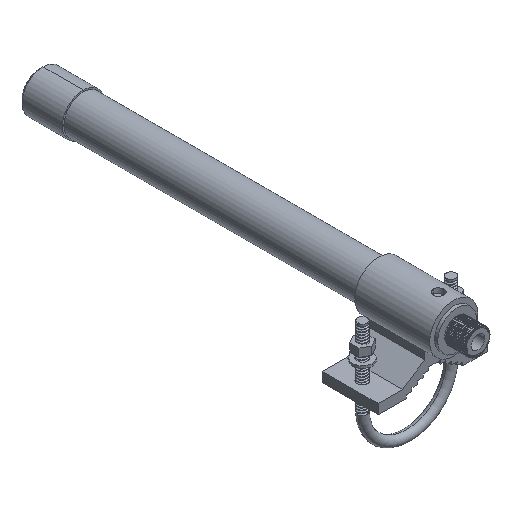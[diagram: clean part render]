
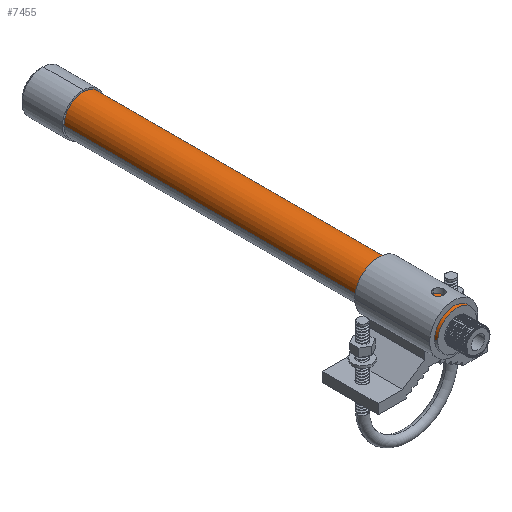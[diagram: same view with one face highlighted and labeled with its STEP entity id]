
A CAD part, isometric view. The second image highlights one B-rep face of the part: STEP entity #7455.
In plain terms, the highlighted cylindrical face has radius 12 mm (diameter 24 mm), a partial arc.
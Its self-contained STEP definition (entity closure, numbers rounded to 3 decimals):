
#355 = CARTESIAN_POINT ( 'NONE',  ( 0., 0., 0. ) ) ;
#455 = CARTESIAN_POINT ( 'NONE',  ( -12., 0., 257. ) ) ;
#578 = DIRECTION ( 'NONE',  ( 1., 0., 0. ) ) ;
#945 = CARTESIAN_POINT ( 'NONE',  ( -12., 0., 0. ) ) ;
#1924 = CARTESIAN_POINT ( 'NONE',  ( 12., 0., 257. ) ) ;
#2007 = ORIENTED_EDGE ( 'NONE', *, *, #7289, .F. ) ;
#2875 = DIRECTION ( 'NONE',  ( -1., 0., 0. ) ) ;
#2941 = EDGE_CURVE ( 'NONE', #21043, #14914, #14744, .T. ) ;
#3709 = FACE_OUTER_BOUND ( 'NONE', #4628, .T. ) ;
#4628 = EDGE_LOOP ( 'NONE', ( #2007, #18665, #19216, #10717 ) ) ;
#4790 = CARTESIAN_POINT ( 'NONE',  ( 12., 0., 257. ) ) ;
#5288 = EDGE_CURVE ( 'NONE', #18721, #21043, #10063, .T. ) ;
#5867 = VECTOR ( 'NONE', #19136, 1000. ) ;
#6128 = CARTESIAN_POINT ( 'NONE',  ( 0., 0., 257. ) ) ;
#7289 = EDGE_CURVE ( 'NONE', #18721, #8770, #12161, .T. ) ;
#7383 = LINE ( 'NONE', #10164, #21116 ) ;
#7455 = ADVANCED_FACE ( 'NONE', ( #3709 ), #19800, .T. ) ;
#7663 = CARTESIAN_POINT ( 'NONE',  ( 0., 0., 257. ) ) ;
#7703 = EDGE_CURVE ( 'NONE', #8770, #14914, #7383, .T. ) ;
#8770 = VERTEX_POINT ( 'NONE', #455 ) ;
#10063 = LINE ( 'NONE', #1924, #5867 ) ;
#10164 = CARTESIAN_POINT ( 'NONE',  ( -12., 0., 257. ) ) ;
#10717 = ORIENTED_EDGE ( 'NONE', *, *, #7703, .F. ) ;
#10971 = DIRECTION ( 'NONE',  ( 1., 0., 0. ) ) ;
#12161 = CIRCLE ( 'NONE', #19200, 12. ) ;
#12475 = DIRECTION ( 'NONE',  ( 0., 0., 1. ) ) ;
#12905 = DIRECTION ( 'NONE',  ( 0., 0., 1. ) ) ;
#13001 = AXIS2_PLACEMENT_3D ( 'NONE', #355, #12475, #578 ) ;
#14744 = CIRCLE ( 'NONE', #13001, 12. ) ;
#14914 = VERTEX_POINT ( 'NONE', #945 ) ;
#16923 = DIRECTION ( 'NONE',  ( 0., 0., -1. ) ) ;
#18005 = DIRECTION ( 'NONE',  ( 0., 0., -1. ) ) ;
#18665 = ORIENTED_EDGE ( 'NONE', *, *, #5288, .T. ) ;
#18721 = VERTEX_POINT ( 'NONE', #4790 ) ;
#18798 = CARTESIAN_POINT ( 'NONE',  ( 12., 0., 0. ) ) ;
#19136 = DIRECTION ( 'NONE',  ( 0., 0., -1. ) ) ;
#19200 = AXIS2_PLACEMENT_3D ( 'NONE', #6128, #12905, #10971 ) ;
#19216 = ORIENTED_EDGE ( 'NONE', *, *, #2941, .T. ) ;
#19800 = CYLINDRICAL_SURFACE ( 'NONE', #20220, 12. ) ;
#20220 = AXIS2_PLACEMENT_3D ( 'NONE', #7663, #18005, #2875 ) ;
#21043 = VERTEX_POINT ( 'NONE', #18798 ) ;
#21116 = VECTOR ( 'NONE', #16923, 1000. ) ;
